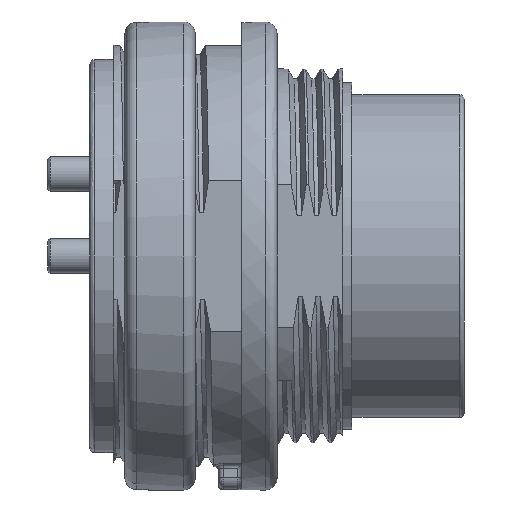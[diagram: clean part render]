
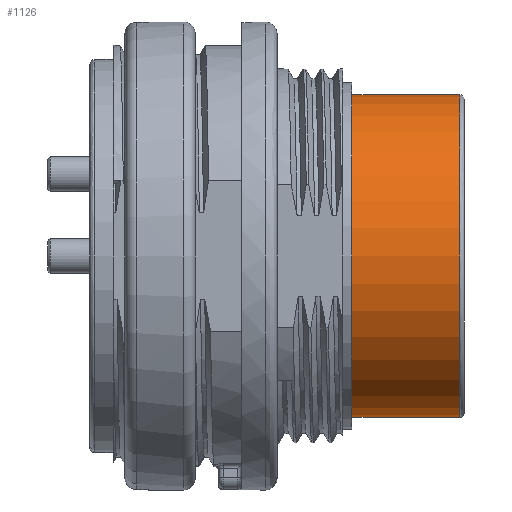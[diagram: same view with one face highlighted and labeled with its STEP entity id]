
A CAD part, front view. The second image highlights one B-rep face of the part: STEP entity #1126.
In plain terms, the highlighted cylindrical face has radius 6.9 mm (diameter 13.8 mm), a full revolution.
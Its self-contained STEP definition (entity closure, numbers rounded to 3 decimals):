
#541=CYLINDRICAL_SURFACE('',#5185,6.9);
#1126=ADVANCED_FACE('',(#1415,#1416),#541,.T.);
#1415=FACE_BOUND('',#1602,.T.);
#1416=FACE_BOUND('',#1603,.T.);
#1602=EDGE_LOOP('',(#2519));
#1603=EDGE_LOOP('',(#2520));
#1928=CIRCLE('',#5182,6.9);
#1929=CIRCLE('',#5184,6.9);
#2519=ORIENTED_EDGE('',*,*,#4223,.F.);
#2520=ORIENTED_EDGE('',*,*,#4224,.T.);
#3681=VERTEX_POINT('',#9350);
#3682=VERTEX_POINT('',#9353);
#4223=EDGE_CURVE('',#3681,#3681,#1928,.T.);
#4224=EDGE_CURVE('',#3682,#3682,#1929,.T.);
#5182=AXIS2_PLACEMENT_3D('',#9349,#5791,#5792);
#5184=AXIS2_PLACEMENT_3D('',#9352,#5795,#5796);
#5185=AXIS2_PLACEMENT_3D('',#9354,#5797,#5798);
#5791=DIRECTION('',(-1.,0.,0.));
#5792=DIRECTION('',(0.,0.,-1.));
#5795=DIRECTION('',(-1.,0.,0.));
#5796=DIRECTION('',(0.,0.,-1.));
#5797=DIRECTION('',(-1.,0.,0.));
#5798=DIRECTION('',(0.,0.,-1.));
#9349=CARTESIAN_POINT('',(-4.8,0.,0.));
#9350=CARTESIAN_POINT('',(-4.8,0.,-6.9));
#9352=CARTESIAN_POINT('',(-0.2,0.,0.));
#9353=CARTESIAN_POINT('',(-0.2,0.,-6.9));
#9354=CARTESIAN_POINT('',(-0.2,0.,0.));
